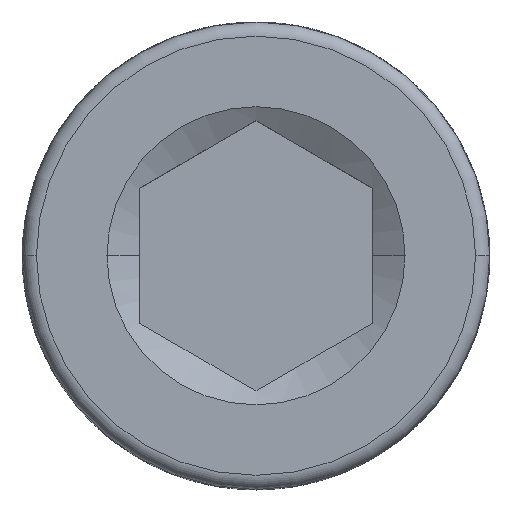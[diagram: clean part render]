
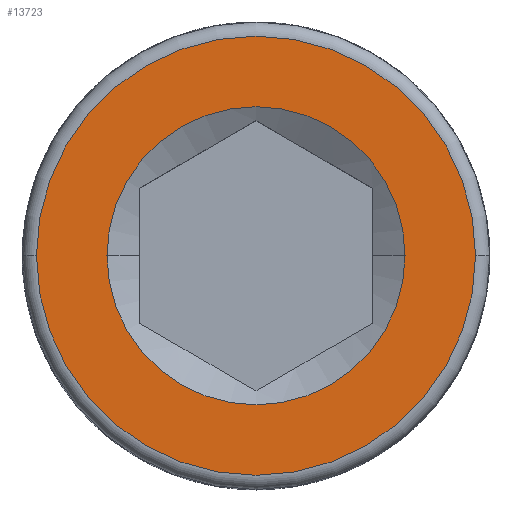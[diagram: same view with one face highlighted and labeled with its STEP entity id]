
A CAD part, top view. The second image highlights one B-rep face of the part: STEP entity #13723.
In plain terms, the highlighted planar face has unit normal (0, 0, 1).
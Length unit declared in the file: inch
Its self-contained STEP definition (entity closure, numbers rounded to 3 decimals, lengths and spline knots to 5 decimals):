
#925 = DIRECTION ( 'NONE',  ( 1., 0., 0. ) ) ;
#989 = AXIS2_PLACEMENT_3D ( 'NONE', #12671, #999, #11476 ) ;
#999 = DIRECTION ( 'NONE',  ( 0., 0., 1. ) ) ;
#1501 = ORIENTED_EDGE ( 'NONE', *, *, #8269, .F. ) ;
#2241 = CIRCLE ( 'NONE', #9772, 0.09963 ) ;
#3159 = DIRECTION ( 'NONE',  ( 0., 0., -1. ) ) ;
#3455 = CARTESIAN_POINT ( 'NONE',  ( 0.14675, 0., 0.4075 ) ) ;
#3990 = DIRECTION ( 'NONE',  ( 0., 0., 1. ) ) ;
#4158 = VERTEX_POINT ( 'NONE', #5193 ) ;
#4294 = AXIS2_PLACEMENT_3D ( 'NONE', #10670, #7124, #4725 ) ;
#4316 = CARTESIAN_POINT ( 'NONE',  ( 0.09963, 0., 0.4075 ) ) ;
#4358 = ORIENTED_EDGE ( 'NONE', *, *, #9642, .F. ) ;
#4489 = EDGE_CURVE ( 'NONE', #13728, #13753, #8969, .T. ) ;
#4725 = DIRECTION ( 'NONE',  ( -1., 0., 0. ) ) ;
#5193 = CARTESIAN_POINT ( 'NONE',  ( -0.09963, 0., 0.4075 ) ) ;
#5207 = ORIENTED_EDGE ( 'NONE', *, *, #4489, .F. ) ;
#6259 = EDGE_CURVE ( 'NONE', #13753, #13728, #14041, .T. ) ;
#6315 = CARTESIAN_POINT ( 'NONE',  ( 0., 0., 0.4075 ) ) ;
#6599 = CARTESIAN_POINT ( 'NONE',  ( 0., 0., 0.4075 ) ) ;
#6891 = VERTEX_POINT ( 'NONE', #4316 ) ;
#7041 = CIRCLE ( 'NONE', #14168, 0.09963 ) ;
#7124 = DIRECTION ( 'NONE',  ( 0., 0., -1. ) ) ;
#7756 = AXIS2_PLACEMENT_3D ( 'NONE', #7786, #3159, #13761 ) ;
#7786 = CARTESIAN_POINT ( 'NONE',  ( 0., 0., 0.4075 ) ) ;
#8269 = EDGE_CURVE ( 'NONE', #4158, #6891, #7041, .T. ) ;
#8969 = CIRCLE ( 'NONE', #4294, 0.14675 ) ;
#9191 = CARTESIAN_POINT ( 'NONE',  ( -0.14675, 0., 0.4075 ) ) ;
#9560 = EDGE_LOOP ( 'NONE', ( #12004, #5207 ) ) ;
#9642 = EDGE_CURVE ( 'NONE', #6891, #4158, #2241, .T. ) ;
#9772 = AXIS2_PLACEMENT_3D ( 'NONE', #6599, #12590, #925 ) ;
#10209 = FACE_OUTER_BOUND ( 'NONE', #9560, .T. ) ;
#10670 = CARTESIAN_POINT ( 'NONE',  ( 0., 0., 0.4075 ) ) ;
#11476 = DIRECTION ( 'NONE',  ( 1., 0., 0. ) ) ;
#11629 = PLANE ( 'NONE',  #989 ) ;
#12004 = ORIENTED_EDGE ( 'NONE', *, *, #6259, .F. ) ;
#12590 = DIRECTION ( 'NONE',  ( 0., 0., 1. ) ) ;
#12671 = CARTESIAN_POINT ( 'NONE',  ( 0., 0.14675, 0.4075 ) ) ;
#12834 = EDGE_LOOP ( 'NONE', ( #4358, #1501 ) ) ;
#12960 = FACE_BOUND ( 'NONE', #12834, .T. ) ;
#13255 = DIRECTION ( 'NONE',  ( 1., 0., 0. ) ) ;
#13723 = ADVANCED_FACE ( 'NONE', ( #12960, #10209 ), #11629, .T. ) ;
#13728 = VERTEX_POINT ( 'NONE', #3455 ) ;
#13753 = VERTEX_POINT ( 'NONE', #9191 ) ;
#13761 = DIRECTION ( 'NONE',  ( -1., 0., 0. ) ) ;
#14041 = CIRCLE ( 'NONE', #7756, 0.14675 ) ;
#14168 = AXIS2_PLACEMENT_3D ( 'NONE', #6315, #3990, #13255 ) ;
